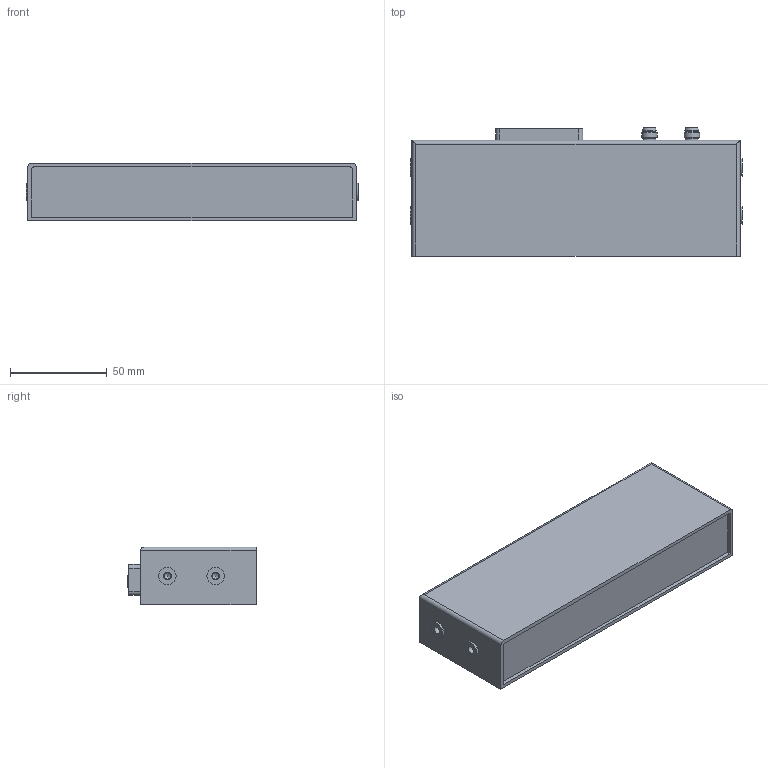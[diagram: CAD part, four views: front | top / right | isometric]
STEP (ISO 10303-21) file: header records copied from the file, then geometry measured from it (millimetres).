
FILE_DESCRIPTION(/* description */ (''),/* implementation_level */ '2;1');
FILE_NAME(/* name */ 'ipf_z3d_AO98E123.stp',/* time_stamp */ '2018-07-03T12:26:06+02:00',/* author */ ('g.aydin'),/* organization */ (''),/* preprocessor_version */ 'ST-DEVELOPER v15.2',/* originating_system */ 'Autodesk Inventor 2014',/* authorisation */ '');
FILE_SCHEMA (('AUTOMOTIVE_DESIGN { 1 0 10303 214 3 1 1 }'));
Length unit declared in the file: millimetre
Products named in the file (6): QUADER_3; 09-3391-00-04_MIR; 09-3391-00-04_1_MIR; Gruppe ; Baugruppe_Balkenleuchte; ipf_z3d_AO98E123
Assembly tree (5 placements, depth 4):
  ipf_z3d_AO98E123
    Baugruppe_Balkenleuchte
      QUADER_3
      Gruppe 
        09-3391-00-04_MIR
        09-3391-00-04_1_MIR
Bounding box: 172 x 66.5 x 30 mm (x, y, z)
Volume: 299729.7 mm3; surface area: 38041.6 mm2
Topology: 3 solids, 3 shells, 145 faces, 329 edges, 214 vertices
Faces by surface type: cylinder 64, plane 58, cone 14, sphere 7, torus 2
Full cylindrical faces by diameter (mm): 1 x7, 3.3 x6, 4 x6, 5.8 x2, 6.4 x2, 6.8 x8, 7.2 x2, 8 x2, 9 x4, 10 x2
Entity records: 3767 total; most frequent: DIRECTION 679, CARTESIAN_POINT 579, ORIENTED_EDGE 474, AXIS2_PLACEMENT_3D 286, EDGE_CURVE 237, EDGE_LOOP 233, VERTEX_POINT 186, ADVANCED_FACE 145
